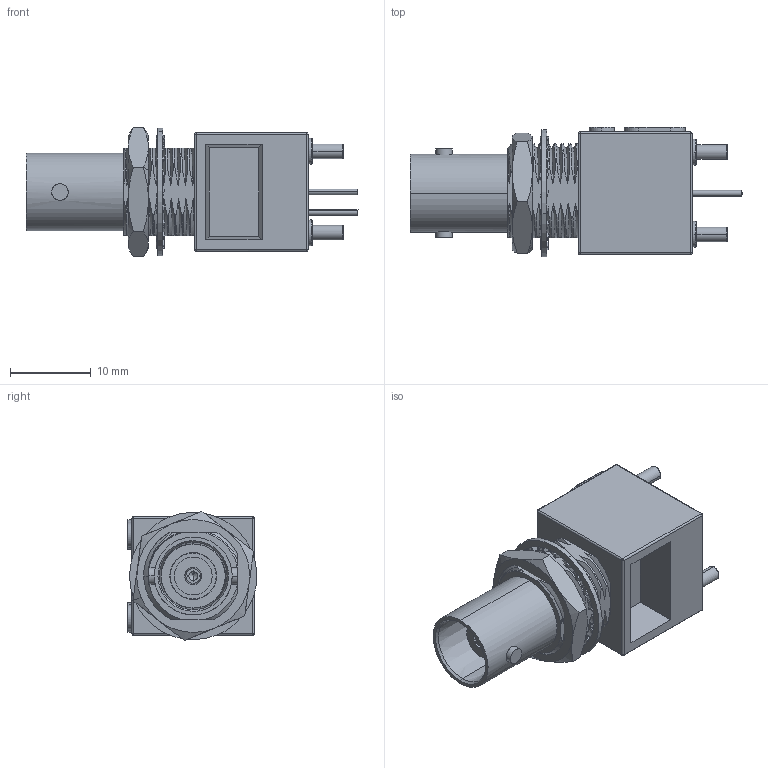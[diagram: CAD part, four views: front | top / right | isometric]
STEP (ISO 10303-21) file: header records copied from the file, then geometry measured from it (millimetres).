
FILE_DESCRIPTION (( 'STEP AP214' ), '1' );
FILE_NAME ('FMCN5169_3D.step', '2024-07-31T17:05:20', ( '' ), ( '' ), 'SwSTEP 2.0', 'SolidWorks 2022', '' );
FILE_SCHEMA (( 'AUTOMOTIVE_DESIGN' ));
Length unit declared in the file: inch
Products named in the file (10): Copy of 7.igs^FMCN5169; Copy of 8.igs^FMCN5169; Copy of 3.igs_4^FMCN5169; Copy of 2.igs_4^FMCN5169; Copy of 6.igs^FMCN5169; FMCN5169_3D; Copy of 1.igs_4^FMCN5169; Copy of 4.igs_1^FMCN5169; Copy of 5.igs_1^FMCN5169; Copy of 9.igs^FMCN5169
Assembly tree (9 placements, depth 2):
  FMCN5169_3D
    Copy of 1.igs_4^FMCN5169
    Copy of 2.igs_4^FMCN5169
    Copy of 3.igs_4^FMCN5169
    Copy of 4.igs_1^FMCN5169
    Copy of 5.igs_1^FMCN5169
    Copy of 6.igs^FMCN5169
    Copy of 7.igs^FMCN5169
    Copy of 8.igs^FMCN5169
    Copy of 9.igs^FMCN5169
Bounding box: 41.2 x 16.1 x 16.02 mm (x, y, z)
Volume: 3657.6 mm3; surface area: 4955.6 mm2
Topology: 9 solids, 9 shells, 661 faces, 1769 edges, 1096 vertices
Faces by surface type: cylinder 194, bspline 185, plane 172, cone 59, torus 43, sphere 8
Entity records: 51541 total; most frequent: CARTESIAN_POINT 28664, ORIENTED_EDGE 3434, DIRECTION 2029, EDGE_CURVE 1717, VERTEX_POINT 1093, B_SPLINE_CURVE_WITH_KNOTS 923, AXIS2_PLACEMENT_3D 828, EDGE_LOOP 694
